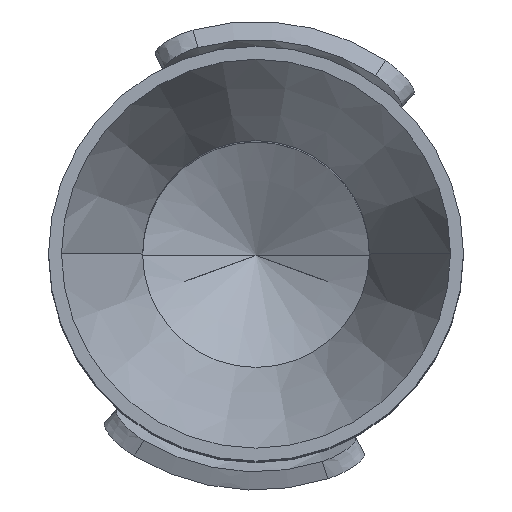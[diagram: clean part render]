
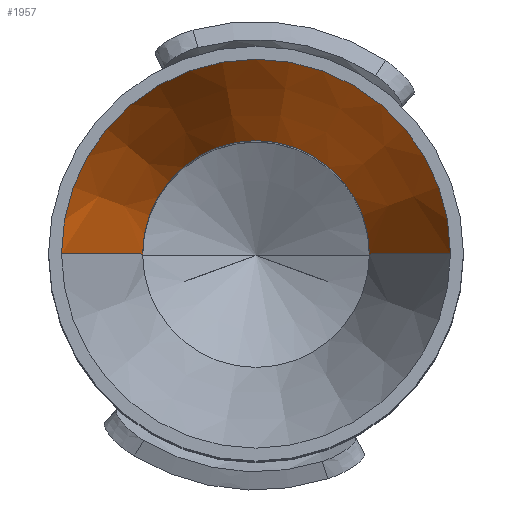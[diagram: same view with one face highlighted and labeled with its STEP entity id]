
A CAD part, top view. The second image highlights one B-rep face of the part: STEP entity #1957.
In plain terms, the highlighted conical face has half-angle 24.284 degrees and reference radius 1.188 mm.
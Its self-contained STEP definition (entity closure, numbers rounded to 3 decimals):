
#308=DIRECTION('',(0.411,0.,-0.912));
#309=VECTOR('',#308,1.52);
#310=CARTESIAN_POINT('',(-1.5,0.,12.334));
#311=LINE('',#310,#309);
#312=CARTESIAN_POINT('',(0.,0.,12.334));
#313=DIRECTION('',(0.,0.,-1.));
#314=DIRECTION('',(-1.,0.,0.));
#315=AXIS2_PLACEMENT_3D('',#312,#313,#314);
#317=DIRECTION('',(-0.411,0.,-0.912));
#318=VECTOR('',#317,1.52);
#319=CARTESIAN_POINT('',(1.5,0.,12.334));
#320=LINE('',#319,#318);
#361=CARTESIAN_POINT('',(0.,0.,10.949));
#362=DIRECTION('',(0.,0.,-1.));
#363=DIRECTION('',(-1.,0.,0.));
#364=AXIS2_PLACEMENT_3D('',#361,#362,#363);
#1292=CARTESIAN_POINT('',(-1.5,0.,12.334));
#1293=CARTESIAN_POINT('',(-0.875,0.,10.949));
#1294=VERTEX_POINT('',#1292);
#1295=VERTEX_POINT('',#1293);
#1332=CARTESIAN_POINT('',(1.5,0.,12.334));
#1333=CARTESIAN_POINT('',(0.875,0.,10.949));
#1334=VERTEX_POINT('',#1332);
#1335=VERTEX_POINT('',#1333);
#1945=CARTESIAN_POINT('',(0.,0.,11.641));
#1946=DIRECTION('',(0.,0.,1.));
#1947=DIRECTION('',(-1.,0.,0.));
#1948=AXIS2_PLACEMENT_3D('',#1945,#1946,#1947);
#1949=CONICAL_SURFACE('',#1948,1.187,24.284);
#1950=ORIENTED_EDGE('',*,*,#1935,.F.);
#1951=ORIENTED_EDGE('',*,*,#1925,.T.);
#1952=ORIENTED_EDGE('',*,*,#1939,.T.);
#1954=ORIENTED_EDGE('',*,*,#1953,.F.);
#1955=EDGE_LOOP('',(#1950,#1951,#1952,#1954));
#1956=FACE_OUTER_BOUND('',#1955,.F.);
#1957=ADVANCED_FACE('',(#1956),#1949,.F.);
#316=CIRCLE('',#315,1.5);
#365=CIRCLE('',#364,0.875);
#1925=EDGE_CURVE('',#1294,#1334,#316,.T.);
#1935=EDGE_CURVE('',#1294,#1295,#311,.T.);
#1939=EDGE_CURVE('',#1334,#1335,#320,.T.);
#1953=EDGE_CURVE('',#1295,#1335,#365,.T.);
